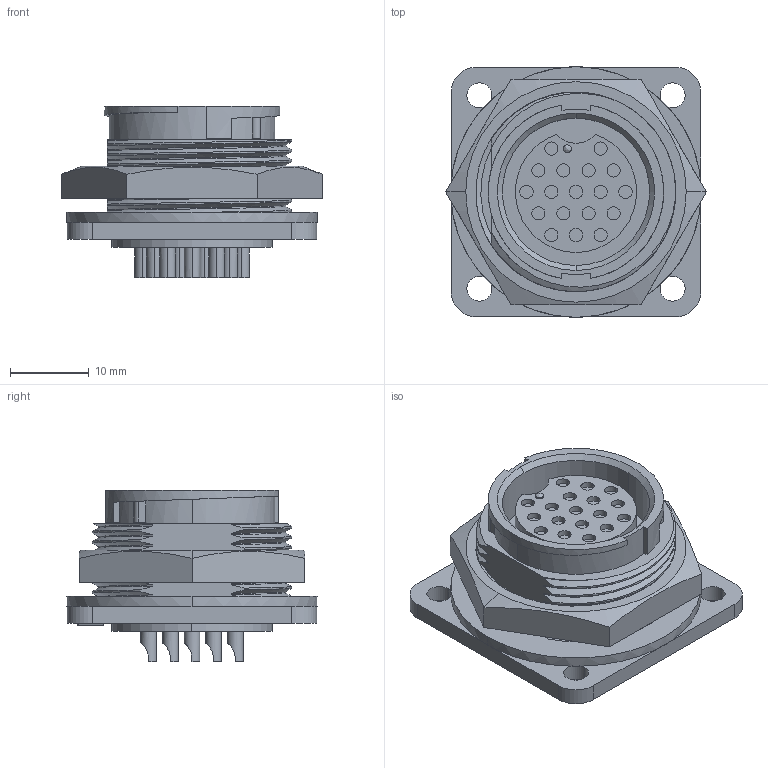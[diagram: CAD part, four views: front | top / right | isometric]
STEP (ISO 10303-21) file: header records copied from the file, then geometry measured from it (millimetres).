
FILE_DESCRIPTION (( 'STEP AP203' ), '1' );
FILE_NAME ('14282-18SG-300.STEP', '2013-12-10T16:00:22', ( 'J0FPBF1' ), ( '' ), 'SwSTEP 2.0', 'SolidWorks 2012', '' );
FILE_SCHEMA (( 'CONFIG_CONTROL_DESIGN' ));
Length unit declared in the file: millimetre
Products named in the file (1): 14282-18SG-300
Bounding box: 33 x 31.75 x 21.77 mm (x, y, z)
Volume: 9107.3 mm3; surface area: 6433.1 mm2
Topology: 2 solids, 2 shells, 300 faces, 739 edges, 486 vertices
Faces by surface type: cylinder 150, plane 116, bspline 30, cone 4
Entity records: 17828 total; most frequent: CARTESIAN_POINT 10872, ORIENTED_EDGE 1478, DIRECTION 1368, EDGE_CURVE 739, AXIS2_PLACEMENT_3D 525, VERTEX_POINT 486, EDGE_LOOP 353, LINE 318
